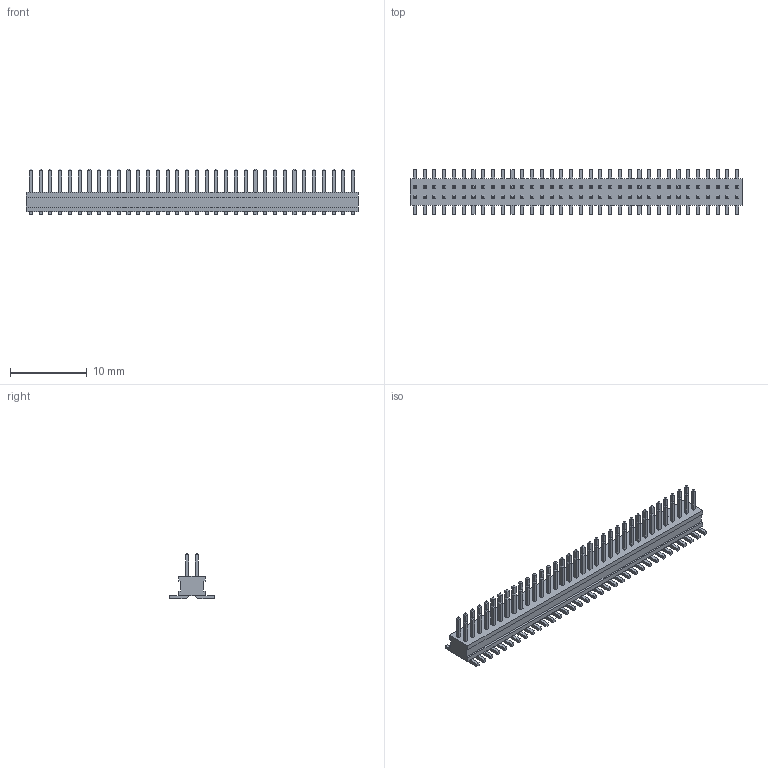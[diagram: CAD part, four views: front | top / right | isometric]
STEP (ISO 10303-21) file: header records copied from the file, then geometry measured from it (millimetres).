
FILE_DESCRIPTION(('FreeCAD Model'),'2;1');
FILE_NAME('Open CASCADE Shape Model','2025-01-12T21:37:38',(''),(''), 'Open CASCADE STEP processor 7.8','FreeCAD','Unknown');
FILE_SCHEMA(('AUTOMOTIVE_DESIGN { 1 0 10303 214 1 1 1 1 }'));
Length unit declared in the file: millimetre
Products named in the file (4): FTSH-134-01-L-DV; FTSH-134-01-L-DV_body; FTSH-134-01-L-DV_pins1; FTSH-134-01-L-DV_pins2
Assembly tree (3 placements, depth 2):
  FTSH-134-01-L-DV
    FTSH-134-01-L-DV_body
    FTSH-134-01-L-DV_pins1
    FTSH-134-01-L-DV_pins2
Bounding box: 43.18 x 5.84 x 5.97 mm (x, y, z)
Volume: 494.4 mm3; surface area: 1905.6 mm2
Topology: 3 solids, 3 shells, 1376 faces, 3838 edges, 2468 vertices
Faces by surface type: plane 1308, cylinder 68
Entity records: 43327 total; most frequent: CARTESIAN_POINT 7686, ORIENTED_EDGE 7676, DIRECTION 6734, EDGE_CURVE 3838, LINE 3702, VECTOR 3702, VERTEX_POINT 2468, AXIS2_PLACEMENT_3D 1516
